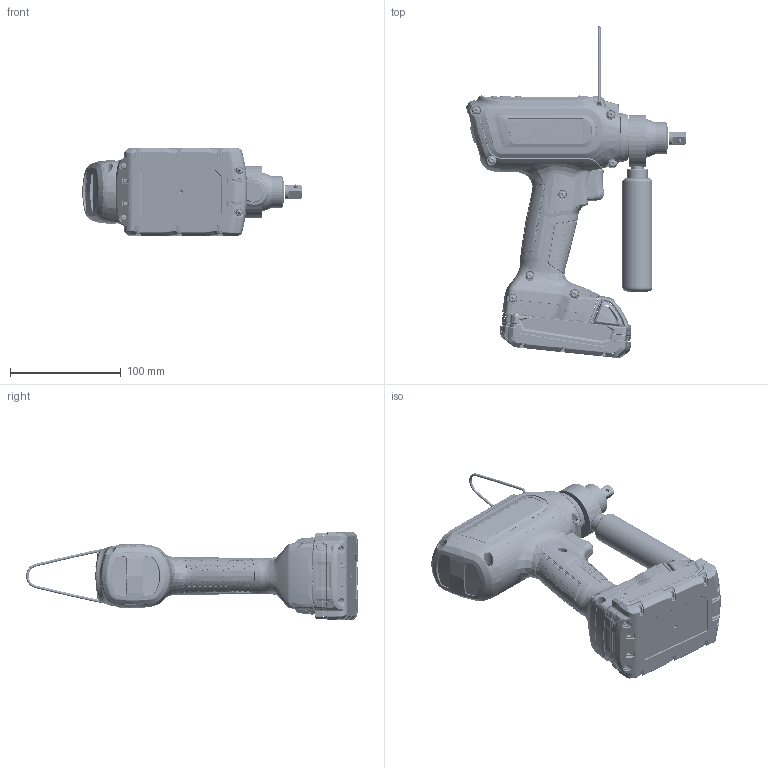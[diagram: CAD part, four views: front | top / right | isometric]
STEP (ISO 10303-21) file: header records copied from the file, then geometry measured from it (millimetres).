
FILE_DESCRIPTION((''),'2;1');
FILE_NAME('CCBPW223_SW0001','2018-12-21T',('BD9DD'),(''),'CREO PARAMETRIC BY PTC INC, 2016130','CREO PARAMETRIC BY PTC INC, 2016130','');
FILE_SCHEMA(('CONFIG_CONTROL_DESIGN'));
Products named in the file (1): CCBPW223_SW0001
Bounding box: 197.9 x 299.29 x 79.78 mm (x, y, z)
Surface area: 253977 mm2 (no closed solid volume)
Topology: 0 solids, 211 shells, 10492 faces, 32854 edges, 21602 vertices
Faces by surface type: bspline 4080, plane 2510, cylinder 2349, cone 535, extrusion 427, torus 355, sphere 236
Entity records: 620158 total; most frequent: CARTESIAN_POINT 376161, ORIENTED_EDGE 55121, DIRECTION 37121, EDGE_CURVE 32800, VERTEX_POINT 21603, B_SPLINE_CURVE_WITH_KNOTS 15316, AXIS2_PLACEMENT_3D 12798, VECTOR 11525
